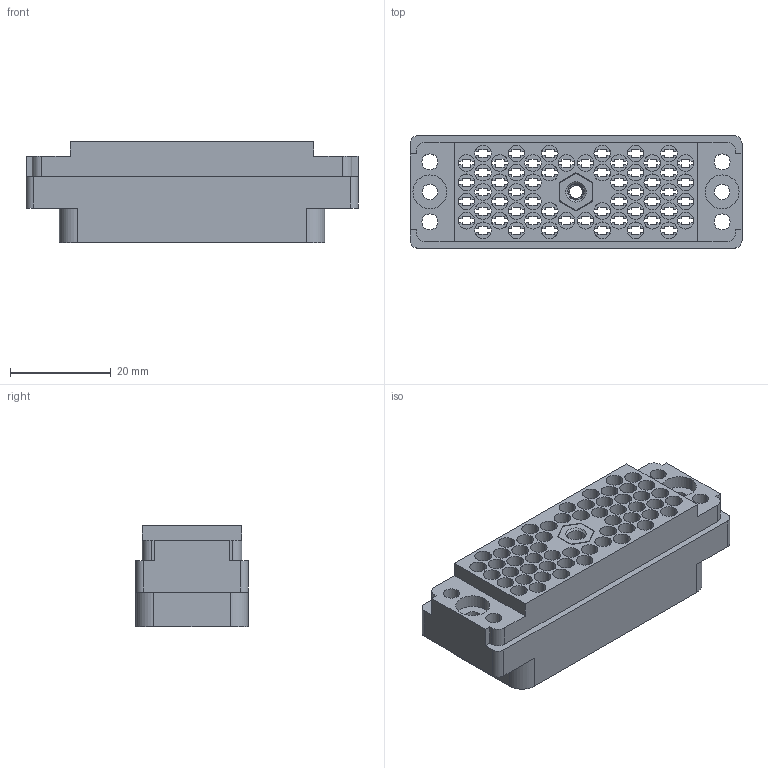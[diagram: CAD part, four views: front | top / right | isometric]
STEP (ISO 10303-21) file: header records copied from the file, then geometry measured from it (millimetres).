
FILE_DESCRIPTION (( 'STEP AP203' ), '1' );
FILE_NAME ('516-056-000-506.STEP', '2020-03-10T05:00:34', ( '' ), ( '' ), 'SwSTEP 2.0', 'SolidWorks 2016', '' );
FILE_SCHEMA (( 'CONFIG_CONTROL_DESIGN' ));
Length unit declared in the file: inch
Products named in the file (3): 516-252-035-100_516-252-035-100; 516 Plug Insulator_056; 516-056-000-506
Assembly tree (2 placements, depth 2):
  516-056-000-506
    516 Plug Insulator_056
    516-252-035-100_516-252-035-100
Bounding box: 65.81 x 22.25 x 20.04 mm (x, y, z)
Volume: 11327.3 mm3; surface area: 15639.3 mm2
Topology: 2 solids, 2 shells, 1271 faces, 3734 edges, 2486 vertices
Faces by surface type: plane 908, cylinder 345, cone 12, bspline 6
Entity records: 45089 total; most frequent: CARTESIAN_POINT 9942, ORIENTED_EDGE 7468, DIRECTION 7126, EDGE_CURVE 3734, LINE 2782, VECTOR 2782, VERTEX_POINT 2486, AXIS2_PLACEMENT_3D 2172
